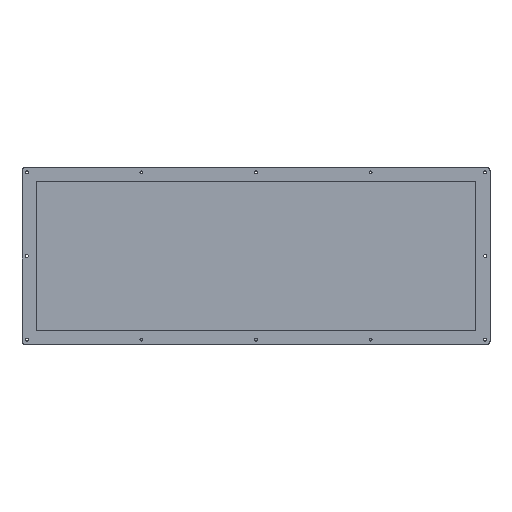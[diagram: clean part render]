
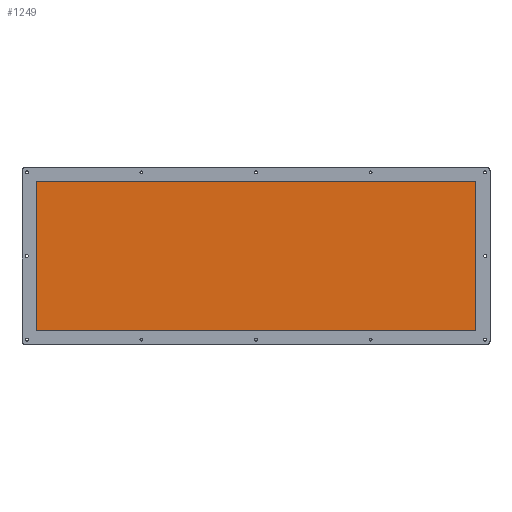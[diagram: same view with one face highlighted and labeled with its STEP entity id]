
A CAD part, top view. The second image highlights one B-rep face of the part: STEP entity #1249.
In plain terms, the highlighted planar face has unit normal (0, 0, 1).
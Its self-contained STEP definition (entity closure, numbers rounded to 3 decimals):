
#337 = VERTEX_POINT('',#338);
#338 = CARTESIAN_POINT('',(1.,-99.79,-9.));
#365 = VERTEX_POINT('',#366);
#366 = CARTESIAN_POINT('',(1.,-89.84,-9.));
#389 = EDGE_CURVE('',#365,#337,#390,.T.);
#390 = LINE('',#391,#392);
#391 = CARTESIAN_POINT('',(1.,-89.84,-9.));
#392 = VECTOR('',#393,1.);
#393 = DIRECTION('',(0.,-1.,0.));
#1006 = VERTEX_POINT('',#1007);
#1007 = CARTESIAN_POINT('',(1.,-49.55,-9.));
#1034 = VERTEX_POINT('',#1035);
#1035 = CARTESIAN_POINT('',(1.,-39.6,-9.));
#1058 = EDGE_CURVE('',#1034,#1006,#1059,.T.);
#1059 = LINE('',#1060,#1061);
#1060 = CARTESIAN_POINT('',(1.,-39.6,-9.));
#1061 = VECTOR('',#1062,1.);
#1062 = DIRECTION('',(0.,-1.,0.));
#1205 = EDGE_CURVE('',#337,#1206,#1208,.T.);
#1206 = VERTEX_POINT('',#1207);
#1207 = CARTESIAN_POINT('',(11.5,-99.79,-9.));
#1208 = LINE('',#1209,#1210);
#1209 = CARTESIAN_POINT('',(0.,-99.79,-9.));
#1210 = VECTOR('',#1211,1.);
#1211 = DIRECTION('',(1.,0.,0.));
#1228 = EDGE_CURVE('',#365,#1229,#1231,.T.);
#1229 = VERTEX_POINT('',#1230);
#1230 = CARTESIAN_POINT('',(11.5,-89.84,-9.));
#1231 = LINE('',#1232,#1233);
#1232 = CARTESIAN_POINT('',(0.,-89.84,-9.));
#1233 = VECTOR('',#1234,1.);
#1234 = DIRECTION('',(1.,0.,0.));
#1249 = ADVANCED_FACE('',(#1250),#1348,.T.);
#1250 = FACE_BOUND('',#1251,.T.);
#1251 = EDGE_LOOP('',(#1252,#1260,#1261,#1269,#1275,#1276,#1277,#1278,
    #1286,#1294,#1302,#1310,#1318,#1326,#1334,#1342));
#1252 = ORIENTED_EDGE('',*,*,#1253,.F.);
#1253 = EDGE_CURVE('',#1034,#1254,#1256,.T.);
#1254 = VERTEX_POINT('',#1255);
#1255 = CARTESIAN_POINT('',(11.5,-39.6,-9.));
#1256 = LINE('',#1257,#1258);
#1257 = CARTESIAN_POINT('',(0.,-39.6,-9.));
#1258 = VECTOR('',#1259,1.);
#1259 = DIRECTION('',(1.,0.,0.));
#1260 = ORIENTED_EDGE('',*,*,#1058,.T.);
#1261 = ORIENTED_EDGE('',*,*,#1262,.T.);
#1262 = EDGE_CURVE('',#1006,#1263,#1265,.T.);
#1263 = VERTEX_POINT('',#1264);
#1264 = CARTESIAN_POINT('',(11.5,-49.55,-9.));
#1265 = LINE('',#1266,#1267);
#1266 = CARTESIAN_POINT('',(0.,-49.55,-9.));
#1267 = VECTOR('',#1268,1.);
#1268 = DIRECTION('',(1.,0.,0.));
#1269 = ORIENTED_EDGE('',*,*,#1270,.F.);
#1270 = EDGE_CURVE('',#1229,#1263,#1271,.T.);
#1271 = LINE('',#1272,#1273);
#1272 = CARTESIAN_POINT('',(11.5,-41.5,-9.));
#1273 = VECTOR('',#1274,1.);
#1274 = DIRECTION('',(0.,1.,0.));
#1275 = ORIENTED_EDGE('',*,*,#1228,.F.);
#1276 = ORIENTED_EDGE('',*,*,#389,.T.);
#1277 = ORIENTED_EDGE('',*,*,#1205,.T.);
#1278 = ORIENTED_EDGE('',*,*,#1279,.F.);
#1279 = EDGE_CURVE('',#1280,#1206,#1282,.T.);
#1280 = VERTEX_POINT('',#1281);
#1281 = CARTESIAN_POINT('',(11.5,-131.5,-9.));
#1282 = LINE('',#1283,#1284);
#1283 = CARTESIAN_POINT('',(11.5,-41.5,-9.));
#1284 = VECTOR('',#1285,1.);
#1285 = DIRECTION('',(0.,1.,0.));
#1286 = ORIENTED_EDGE('',*,*,#1287,.F.);
#1287 = EDGE_CURVE('',#1288,#1280,#1290,.T.);
#1288 = VERTEX_POINT('',#1289);
#1289 = CARTESIAN_POINT('',(366.5,-131.5,-9.));
#1290 = LINE('',#1291,#1292);
#1291 = CARTESIAN_POINT('',(100.25,-131.5,-9.));
#1292 = VECTOR('',#1293,1.);
#1293 = DIRECTION('',(-1.,0.,0.));
#1294 = ORIENTED_EDGE('',*,*,#1295,.F.);
#1295 = EDGE_CURVE('',#1296,#1288,#1298,.T.);
#1296 = VERTEX_POINT('',#1297);
#1297 = CARTESIAN_POINT('',(366.5,-28.15,-9.));
#1298 = LINE('',#1299,#1300);
#1299 = CARTESIAN_POINT('',(366.5,-101.5,-9.));
#1300 = VECTOR('',#1301,1.);
#1301 = DIRECTION('',(0.,-1.,0.));
#1302 = ORIENTED_EDGE('',*,*,#1303,.F.);
#1303 = EDGE_CURVE('',#1304,#1296,#1306,.T.);
#1304 = VERTEX_POINT('',#1305);
#1305 = CARTESIAN_POINT('',(377.,-28.15,-9.));
#1306 = LINE('',#1307,#1308);
#1307 = CARTESIAN_POINT('',(378.,-28.15,-9.));
#1308 = VECTOR('',#1309,1.);
#1309 = DIRECTION('',(-1.,-0.,-0.));
#1310 = ORIENTED_EDGE('',*,*,#1311,.T.);
#1311 = EDGE_CURVE('',#1304,#1312,#1314,.T.);
#1312 = VERTEX_POINT('',#1313);
#1313 = CARTESIAN_POINT('',(377.,-18.2,-9.));
#1314 = LINE('',#1315,#1316);
#1315 = CARTESIAN_POINT('',(377.,-28.15,-9.));
#1316 = VECTOR('',#1317,1.);
#1317 = DIRECTION('',(0.,1.,0.));
#1318 = ORIENTED_EDGE('',*,*,#1319,.T.);
#1319 = EDGE_CURVE('',#1312,#1320,#1322,.T.);
#1320 = VERTEX_POINT('',#1321);
#1321 = CARTESIAN_POINT('',(366.5,-18.2,-9.));
#1322 = LINE('',#1323,#1324);
#1323 = CARTESIAN_POINT('',(378.,-18.2,-9.));
#1324 = VECTOR('',#1325,1.);
#1325 = DIRECTION('',(-1.,-0.,-0.));
#1326 = ORIENTED_EDGE('',*,*,#1327,.F.);
#1327 = EDGE_CURVE('',#1328,#1320,#1330,.T.);
#1328 = VERTEX_POINT('',#1329);
#1329 = CARTESIAN_POINT('',(366.5,-11.5,-9.));
#1330 = LINE('',#1331,#1332);
#1331 = CARTESIAN_POINT('',(366.5,-101.5,-9.));
#1332 = VECTOR('',#1333,1.);
#1333 = DIRECTION('',(0.,-1.,0.));
#1334 = ORIENTED_EDGE('',*,*,#1335,.F.);
#1335 = EDGE_CURVE('',#1336,#1328,#1338,.T.);
#1336 = VERTEX_POINT('',#1337);
#1337 = CARTESIAN_POINT('',(11.5,-11.5,-9.));
#1338 = LINE('',#1339,#1340);
#1339 = CARTESIAN_POINT('',(277.75,-11.5,-9.));
#1340 = VECTOR('',#1341,1.);
#1341 = DIRECTION('',(1.,0.,0.));
#1342 = ORIENTED_EDGE('',*,*,#1343,.F.);
#1343 = EDGE_CURVE('',#1254,#1336,#1344,.T.);
#1344 = LINE('',#1345,#1346);
#1345 = CARTESIAN_POINT('',(11.5,-41.5,-9.));
#1346 = VECTOR('',#1347,1.);
#1347 = DIRECTION('',(0.,1.,0.));
#1348 = PLANE('',#1349);
#1349 = AXIS2_PLACEMENT_3D('',#1350,#1351,#1352);
#1350 = CARTESIAN_POINT('',(184.752,-70.328,-9.));
#1351 = DIRECTION('',(0.,0.,1.));
#1352 = DIRECTION('',(1.,0.,0.));
